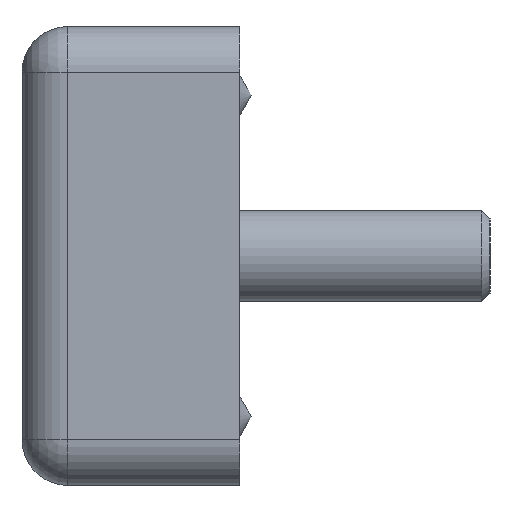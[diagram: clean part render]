
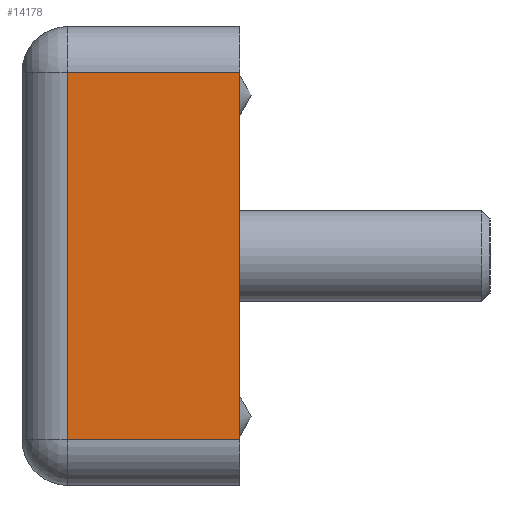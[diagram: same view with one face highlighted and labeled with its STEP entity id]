
A CAD part, left-side view. The second image highlights one B-rep face of the part: STEP entity #14178.
In plain terms, the highlighted planar face has unit normal (-1, 0, 0).
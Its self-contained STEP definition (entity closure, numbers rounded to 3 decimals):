
#900=PLANE('',#15437);
#1478=LINE('',#23880,#2505);
#1479=LINE('',#23882,#2506);
#1480=LINE('',#23884,#2507);
#1481=LINE('',#23885,#2508);
#2505=VECTOR('',#18162,1000.);
#2506=VECTOR('',#18163,1000.);
#2507=VECTOR('',#18164,1000.);
#2508=VECTOR('',#18165,1000.);
#3441=FACE_OUTER_BOUND('',#4347,.T.);
#4347=EDGE_LOOP('',(#10413,#10414,#10415,#10416));
#6264=VERTEX_POINT('',#23878);
#6265=VERTEX_POINT('',#23879);
#6266=VERTEX_POINT('',#23881);
#6267=VERTEX_POINT('',#23883);
#7721=EDGE_CURVE('',#6264,#6265,#1478,.T.);
#7722=EDGE_CURVE('',#6265,#6266,#1479,.T.);
#7723=EDGE_CURVE('',#6266,#6267,#1480,.T.);
#7724=EDGE_CURVE('',#6267,#6264,#1481,.T.);
#10413=ORIENTED_EDGE('',*,*,#7721,.T.);
#10414=ORIENTED_EDGE('',*,*,#7722,.T.);
#10415=ORIENTED_EDGE('',*,*,#7723,.T.);
#10416=ORIENTED_EDGE('',*,*,#7724,.T.);
#14178=ADVANCED_FACE('',(#3441),#900,.F.);
#15437=AXIS2_PLACEMENT_3D('',#23877,#18160,#18161);
#18160=DIRECTION('center_axis',(1.,0.,0.));
#18161=DIRECTION('ref_axis',(0.,0.,-1.));
#18162=DIRECTION('',(0.,0.,1.));
#18163=DIRECTION('',(0.,1.,0.));
#18164=DIRECTION('',(0.,0.,-1.));
#18165=DIRECTION('',(0.,-1.,0.));
#23877=CARTESIAN_POINT('Origin',(-46.5,9.5,-10.));
#23878=CARTESIAN_POINT('',(-46.5,0.,-8.));
#23879=CARTESIAN_POINT('',(-46.5,0.,8.));
#23880=CARTESIAN_POINT('',(-46.5,0.,-10.));
#23881=CARTESIAN_POINT('',(-46.5,7.5,8.));
#23882=CARTESIAN_POINT('',(-46.5,9.5,8.));
#23883=CARTESIAN_POINT('',(-46.5,7.5,-8.));
#23884=CARTESIAN_POINT('',(-46.5,7.5,-10.));
#23885=CARTESIAN_POINT('',(-46.5,9.5,-8.));
